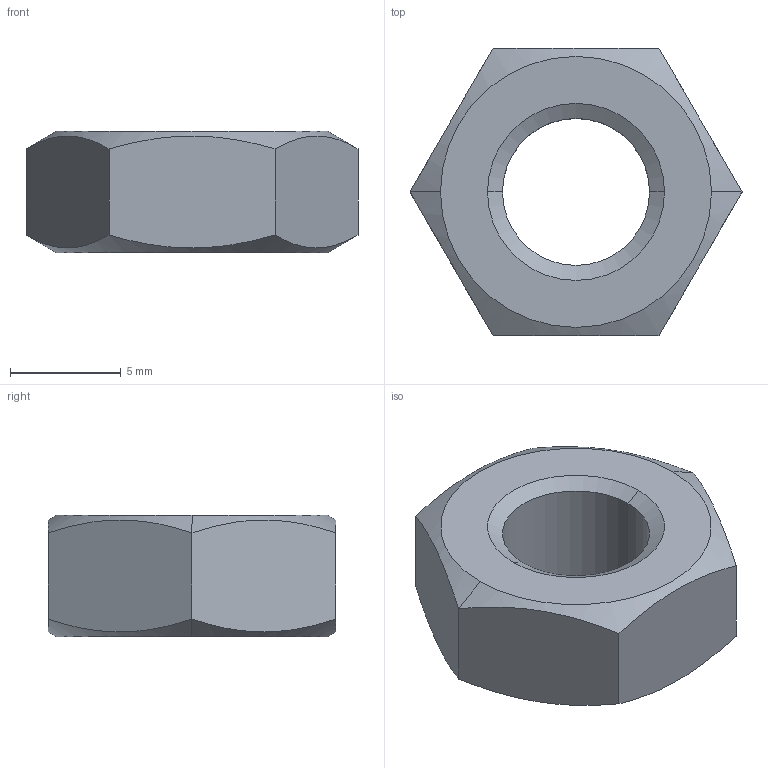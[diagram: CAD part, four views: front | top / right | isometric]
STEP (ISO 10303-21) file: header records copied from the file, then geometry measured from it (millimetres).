
FILE_DESCRIPTION (( 'STEP AP214' ), '1' );
FILE_NAME ('M8 nut.step', '2018-06-21T12:59:22', ( 'User' ), ( 'china' ), 'SwSTEP 2.0', 'SolidWorks 2016', '' );
FILE_SCHEMA (( 'AUTOMOTIVE_DESIGN' ));
Length unit declared in the file: millimetre
Products named in the file (1): M8 nut
Bounding box: 15.01 x 13 x 5.5 mm (x, y, z)
Volume: 595.5 mm3; surface area: 546.8 mm2
Topology: 1 solids, 1 shells, 18 faces, 40 edges, 24 vertices
Faces by surface type: cone 8, plane 8, cylinder 2
Entity records: 634 total; most frequent: CARTESIAN_POINT 211, ORIENTED_EDGE 80, DIRECTION 78, EDGE_CURVE 40, AXIS2_PLACEMENT_3D 31, VERTEX_POINT 24, EDGE_LOOP 20, FACE_OUTER_BOUND 18
